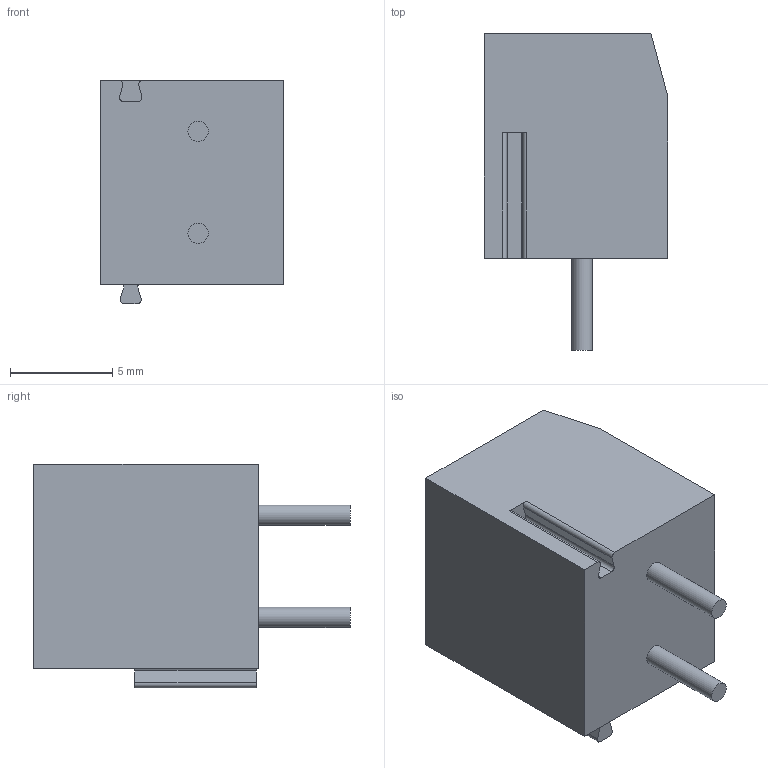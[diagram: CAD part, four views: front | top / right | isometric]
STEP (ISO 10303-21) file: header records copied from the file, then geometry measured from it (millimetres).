
FILE_DESCRIPTION(/* description */ ('STEP AP214'),/* implementation_level */ '2;1');
FILE_NAME(/* name */ '237-102',/* time_stamp */ '2024-08-02T11:14:08+02:00',/* author */ ('License CC BY-ND 4.0'),/* organization */ ('CADENAS'),/* preprocessor_version */ 'ST-DEVELOPER v19.3',/* originating_system */ 'PARTsolutions',/* authorisation */ ' ');
FILE_SCHEMA (('AUTOMOTIVE_DESIGN {1 0 10303 214 3 1 1}'));
Length unit declared in the file: millimetre
Products named in the file (1): 237-102
Bounding box: 9 x 15.5 x 10.95 mm (x, y, z)
Volume: 892.6 mm3; surface area: 831.5 mm2
Topology: 1 solids, 1 shells, 74 faces, 181 edges, 120 vertices
Faces by surface type: plane 50, cylinder 14, torus 6, cone 4
Full cylindrical faces by diameter (mm): 1 x2, 4.05 x2
Entity records: 2678 total; most frequent: CARTESIAN_POINT 412, DIRECTION 353, ORIENTED_EDGE 342, EDGE_CURVE 171, AXIS2_PLACEMENT_3D 123, VERTEX_POINT 118, LINE 107, VECTOR 107
